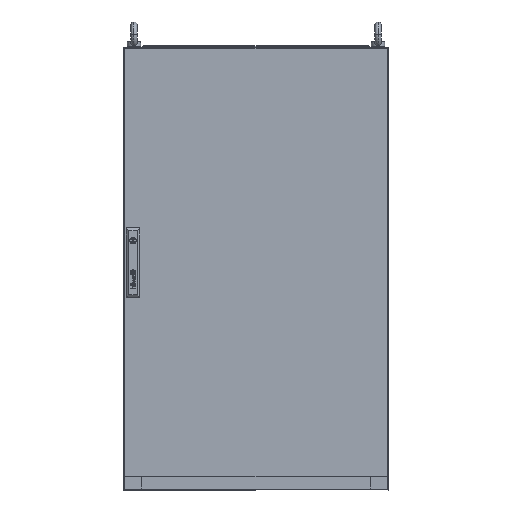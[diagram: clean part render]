
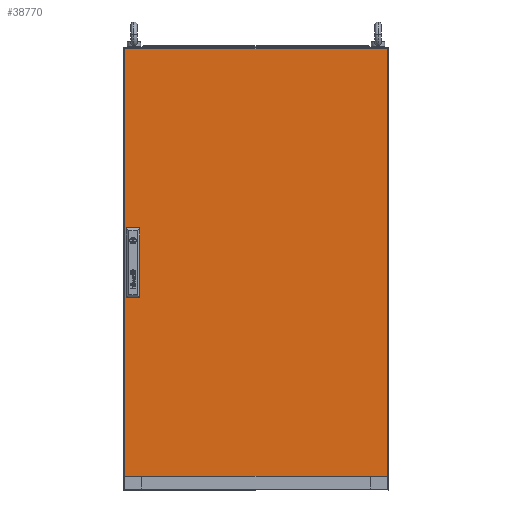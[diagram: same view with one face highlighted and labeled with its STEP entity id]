
A CAD part, top view. The second image highlights one B-rep face of the part: STEP entity #38770.
In plain terms, the highlighted planar face has unit normal (0, 0, 1).
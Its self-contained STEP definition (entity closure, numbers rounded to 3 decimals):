
#1538 = VECTOR ( 'NONE', #114001, 1000. ) ;
#2746 = VECTOR ( 'NONE', #118631, 1000. ) ;
#2917 = DIRECTION ( 'NONE',  ( 0., 0., 1. ) ) ;
#4638 = LINE ( 'NONE', #111287, #65365 ) ;
#7036 = VECTOR ( 'NONE', #147880, 1000. ) ;
#8299 = LINE ( 'NONE', #90475, #7036 ) ;
#8430 = CARTESIAN_POINT ( 'NONE',  ( -290.7, 38.5, 0. ) ) ;
#11468 = LINE ( 'NONE', #151790, #135577 ) ;
#11798 = VERTEX_POINT ( 'NONE', #52521 ) ;
#12359 = CARTESIAN_POINT ( 'NONE',  ( -265.7, -11.5, 0. ) ) ;
#14541 = LINE ( 'NONE', #116579, #118743 ) ;
#14932 = ORIENTED_EDGE ( 'NONE', *, *, #55979, .F. ) ;
#16297 = CARTESIAN_POINT ( 'NONE',  ( -265.7, -61.5, 0. ) ) ;
#20698 = DIRECTION ( 'NONE',  ( 0., -1., 0. ) ) ;
#22800 = VECTOR ( 'NONE', #118796, 1000. ) ;
#22917 = ORIENTED_EDGE ( 'NONE', *, *, #36150, .T. ) ;
#23242 = VECTOR ( 'NONE', #107931, 1000. ) ;
#25082 = EDGE_CURVE ( 'NONE', #86147, #40974, #8299, .T. ) ;
#25223 = CARTESIAN_POINT ( 'NONE',  ( -265.7, 38.5, 0. ) ) ;
#25455 = ORIENTED_EDGE ( 'NONE', *, *, #25082, .F. ) ;
#32544 = EDGE_LOOP ( 'NONE', ( #14932, #55827, #55932, #141006 ) ) ;
#32657 = VERTEX_POINT ( 'NONE', #16297 ) ;
#33318 = CARTESIAN_POINT ( 'NONE',  ( -265.7, -11.5, 0. ) ) ;
#34948 = EDGE_CURVE ( 'NONE', #40974, #71708, #146528, .T. ) ;
#35357 = ORIENTED_EDGE ( 'NONE', *, *, #34948, .F. ) ;
#36150 = EDGE_CURVE ( 'NONE', #117296, #125047, #66270, .T. ) ;
#36915 = LINE ( 'NONE', #12359, #150418 ) ;
#38770 = ADVANCED_FACE ( 'NONE', ( #143284, #49820, #74366 ), #75860, .T. ) ;
#39871 = EDGE_CURVE ( 'NONE', #96320, #32657, #69065, .T. ) ;
#39970 = EDGE_LOOP ( 'NONE', ( #40418, #63376, #124802, #22917 ) ) ;
#40418 = ORIENTED_EDGE ( 'NONE', *, *, #135309, .T. ) ;
#40974 = VERTEX_POINT ( 'NONE', #62093 ) ;
#41485 = AXIS2_PLACEMENT_3D ( 'NONE', #133309, #2917, #97345 ) ;
#41489 = DIRECTION ( 'NONE',  ( 0., -1., 0. ) ) ;
#42284 = EDGE_CURVE ( 'NONE', #32657, #45005, #11468, .T. ) ;
#45005 = VERTEX_POINT ( 'NONE', #33318 ) ;
#45749 = LINE ( 'NONE', #126293, #1538 ) ;
#49288 = EDGE_CURVE ( 'NONE', #105890, #11798, #50389, .T. ) ;
#49820 = FACE_BOUND ( 'NONE', #32544, .T. ) ;
#50389 = LINE ( 'NONE', #61120, #23242 ) ;
#50435 = CARTESIAN_POINT ( 'NONE',  ( -297., 497., 0. ) ) ;
#52016 = EDGE_CURVE ( 'NONE', #102864, #86147, #129533, .T. ) ;
#52521 = CARTESIAN_POINT ( 'NONE',  ( 297., -470., 0. ) ) ;
#55513 = VECTOR ( 'NONE', #97240, 1000. ) ;
#55827 = ORIENTED_EDGE ( 'NONE', *, *, #77279, .F. ) ;
#55932 = ORIENTED_EDGE ( 'NONE', *, *, #42284, .F. ) ;
#55979 = EDGE_CURVE ( 'NONE', #69570, #96320, #4638, .T. ) ;
#61120 = CARTESIAN_POINT ( 'NONE',  ( -297., -470., 0. ) ) ;
#62093 = CARTESIAN_POINT ( 'NONE',  ( -290.7, 88.5, 0. ) ) ;
#63376 = ORIENTED_EDGE ( 'NONE', *, *, #49288, .T. ) ;
#65365 = VECTOR ( 'NONE', #41489, 1000. ) ;
#66270 = LINE ( 'NONE', #50435, #55513 ) ;
#69065 = LINE ( 'NONE', #71892, #2746 ) ;
#69349 = EDGE_CURVE ( 'NONE', #11798, #117296, #110181, .T. ) ;
#69570 = VERTEX_POINT ( 'NONE', #96993 ) ;
#71261 = ORIENTED_EDGE ( 'NONE', *, *, #52016, .F. ) ;
#71708 = VERTEX_POINT ( 'NONE', #97337 ) ;
#71892 = CARTESIAN_POINT ( 'NONE',  ( -265.7, -61.5, 0. ) ) ;
#74366 = FACE_OUTER_BOUND ( 'NONE', #39970, .T. ) ;
#75860 = PLANE ( 'NONE',  #41485 ) ;
#77279 = EDGE_CURVE ( 'NONE', #45005, #69570, #36915, .T. ) ;
#83662 = DIRECTION ( 'NONE',  ( 1., 0., 0. ) ) ;
#86147 = VERTEX_POINT ( 'NONE', #109074 ) ;
#89971 = CARTESIAN_POINT ( 'NONE',  ( -265.7, 38.5, 0. ) ) ;
#90475 = CARTESIAN_POINT ( 'NONE',  ( -265.7, 88.5, 0. ) ) ;
#90481 = EDGE_CURVE ( 'NONE', #71708, #102864, #14541, .T. ) ;
#94735 = CARTESIAN_POINT ( 'NONE',  ( 297., 497., 0. ) ) ;
#96320 = VERTEX_POINT ( 'NONE', #133118 ) ;
#96993 = CARTESIAN_POINT ( 'NONE',  ( -290.7, -11.5, 0. ) ) ;
#97240 = DIRECTION ( 'NONE',  ( -1., 0., 0. ) ) ;
#97337 = CARTESIAN_POINT ( 'NONE',  ( -290.7, 38.5, 0. ) ) ;
#97345 = DIRECTION ( 'NONE',  ( 1., 0., 0. ) ) ;
#102864 = VERTEX_POINT ( 'NONE', #89971 ) ;
#105650 = VECTOR ( 'NONE', #20698, 1000. ) ;
#105873 = DIRECTION ( 'NONE',  ( 0., 1., 0. ) ) ;
#105890 = VERTEX_POINT ( 'NONE', #127114 ) ;
#107931 = DIRECTION ( 'NONE',  ( 1., 0., 0. ) ) ;
#108662 = CARTESIAN_POINT ( 'NONE',  ( 297., 497., 0. ) ) ;
#109074 = CARTESIAN_POINT ( 'NONE',  ( -265.7, 88.5, 0. ) ) ;
#110181 = LINE ( 'NONE', #108662, #110667 ) ;
#110667 = VECTOR ( 'NONE', #130881, 1000. ) ;
#111287 = CARTESIAN_POINT ( 'NONE',  ( -290.7, -61.5, 0. ) ) ;
#114001 = DIRECTION ( 'NONE',  ( 0., -1., 0. ) ) ;
#114973 = CARTESIAN_POINT ( 'NONE',  ( -297., 497., 0. ) ) ;
#116579 = CARTESIAN_POINT ( 'NONE',  ( -265.7, 38.5, 0. ) ) ;
#117296 = VERTEX_POINT ( 'NONE', #94735 ) ;
#118631 = DIRECTION ( 'NONE',  ( 1., 0., 0. ) ) ;
#118743 = VECTOR ( 'NONE', #83662, 1000. ) ;
#118796 = DIRECTION ( 'NONE',  ( 0., 1., 0. ) ) ;
#124802 = ORIENTED_EDGE ( 'NONE', *, *, #69349, .T. ) ;
#125047 = VERTEX_POINT ( 'NONE', #114973 ) ;
#126293 = CARTESIAN_POINT ( 'NONE',  ( -297., 497., 0. ) ) ;
#127114 = CARTESIAN_POINT ( 'NONE',  ( -297., -470., 0. ) ) ;
#129533 = LINE ( 'NONE', #25223, #22800 ) ;
#130881 = DIRECTION ( 'NONE',  ( 0., 1., 0. ) ) ;
#133118 = CARTESIAN_POINT ( 'NONE',  ( -290.7, -61.5, 0. ) ) ;
#133309 = CARTESIAN_POINT ( 'NONE',  ( 0., 0., 0. ) ) ;
#135309 = EDGE_CURVE ( 'NONE', #125047, #105890, #45749, .T. ) ;
#135577 = VECTOR ( 'NONE', #105873, 1000. ) ;
#135596 = EDGE_LOOP ( 'NONE', ( #35357, #25455, #71261, #138294 ) ) ;
#138294 = ORIENTED_EDGE ( 'NONE', *, *, #90481, .F. ) ;
#141006 = ORIENTED_EDGE ( 'NONE', *, *, #39871, .F. ) ;
#143284 = FACE_BOUND ( 'NONE', #135596, .T. ) ;
#146528 = LINE ( 'NONE', #8430, #105650 ) ;
#147880 = DIRECTION ( 'NONE',  ( -1., 0., 0. ) ) ;
#150418 = VECTOR ( 'NONE', #150462, 1000. ) ;
#150462 = DIRECTION ( 'NONE',  ( -1., 0., 0. ) ) ;
#151790 = CARTESIAN_POINT ( 'NONE',  ( -265.7, -61.5, 0. ) ) ;
